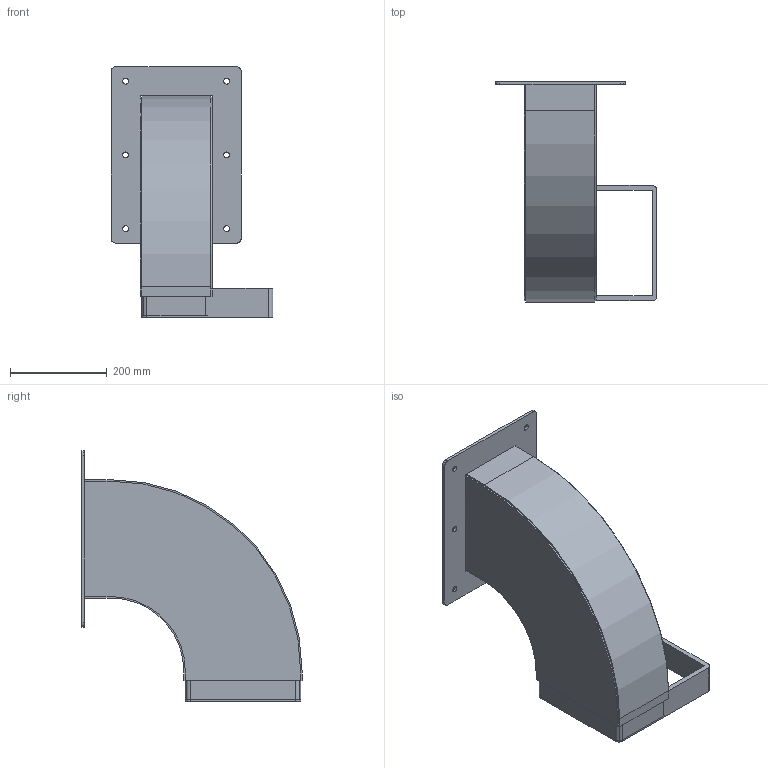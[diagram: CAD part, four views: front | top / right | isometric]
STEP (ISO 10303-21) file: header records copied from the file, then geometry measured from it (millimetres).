
FILE_DESCRIPTION((''),'2;1');
FILE_NAME('SWAN NECK 6x1.stp','2005-02-10T13:49:30',(''),(''),'Mechanical Desktop 2005','Mechanical Desktop 2005',', , ');
FILE_SCHEMA(('CONFIG_CONTROL_DESIGN'));
Length unit declared in the file: millimetre
Products named in the file (9): S1003624; MATERIALSPECIFIKATION; TDM_A2; PART1; SIDA; INSIDE; OUTSIDE; FLANGE; S 6X1
Assembly tree (9 placements, depth 2):
  S1003624
    MATERIALSPECIFIKATION
    TDM_A2
    PART1
    SIDA  x2
    INSIDE
    OUTSIDE
    FLANGE
    S 6X1
Bounding box: 334 x 454 x 517 mm (x, y, z)
Volume: 2901433.5 mm3; surface area: 1191007.5 mm2
Topology: 7 solids, 7 shells, 106 faces, 276 edges, 186 vertices
Faces by surface type: plane 66, cylinder 40
Entity records: 3232 total; most frequent: DIRECTION 540, CARTESIAN_POINT 528, ORIENTED_EDGE 504, EDGE_CURVE 252, AXIS2_PLACEMENT_3D 182, VECTOR 176, LINE 176, VERTEX_POINT 168
